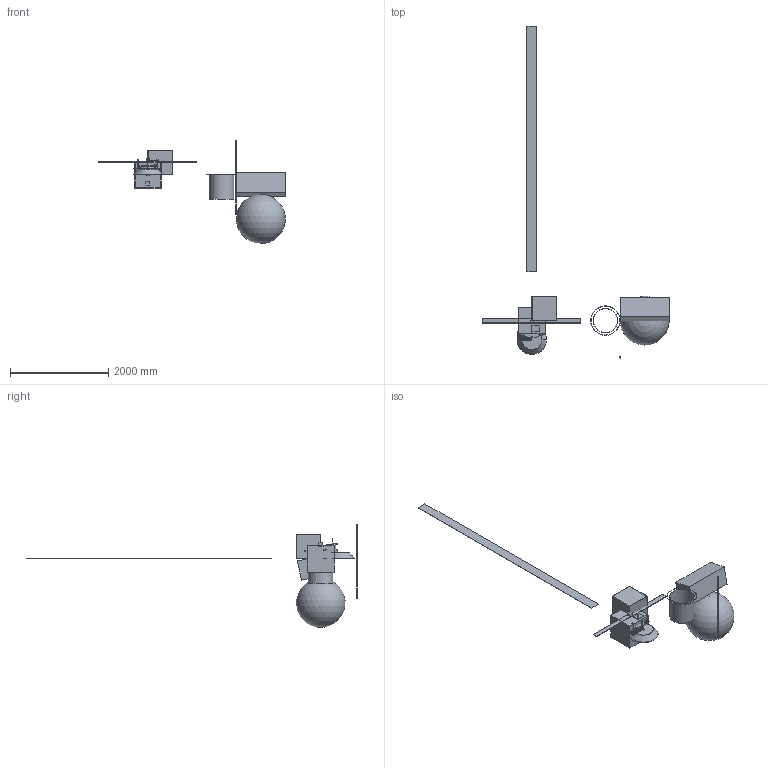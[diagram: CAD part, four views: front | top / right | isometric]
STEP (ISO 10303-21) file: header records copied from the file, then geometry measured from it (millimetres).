
FILE_DESCRIPTION(('FreeCAD Model'),'2;1');
FILE_NAME('Open CASCADE Shape Model','2025-08-25T18:29:26',('Author'),( ''),'Open CASCADE STEP processor 7.8','FreeCAD','Unknown');
FILE_SCHEMA(('AUTOMOTIVE_DESIGN { 1 0 10303 214 1 1 1 1 }'));
Length unit declared in the file: millimetre
Products named in the file (42): A2_Whipple; A8_Sello_Laberinto; B1_Camara_TRN; B4_IMU; A7_PatchHeaters; B3_UWB_1; B2_ArUco_1; B3_UWB_2; B5_StarTracker; B3_UWB_3; B2_ArUco_2; C3_Galeria; C1_Corredor; C2_BocaAnillo; C2_SegmentoEntibacion; C5_Conducciones; C4_CamaraFria; A3_Shield_Forro; A3_Shield_BPE; A3_Shield_W; A3_Zapata_Cu; A5_Panel; A4_HeatPipes; A4_ColdPlate; A4_Radiador; A6_Reactor; A6_Brazo; A5_Bisagra_Ti; A6_Carenado; A6_Rampa; A7_Tanque; A7_Falda_Aislante; A7_Tuberia_1; A1_PICA; A1_MLI_backshell; A1_Pernos_M6; A1_Core_Sandwich; A2_GuiasInternas; A2_Chasis; A1_Pasacables_Laberinto ...
Bounding box: 3800 x 6760 x 2100 mm (x, y, z)
Volume: 246766747 mm3; surface area: 26231589.4 mm2
Topology: 73 solids, 81 shells, 637 faces, 1360 edges, 884 vertices
Faces by surface type: plane 600, cylinder 29, cone 6, sphere 2
Full cylindrical faces by diameter (mm): 6 x11, 8 x1, 10 x1, 18 x1, 20 x1, 46 x1, 50 x1, 94 x1, 100 x1, 491 x1, 500 x2, 516 x1, 520 x2, 588 x1, 600 x1
Entity records: 35491 total; most frequent: CARTESIAN_POINT 5740, DIRECTION 5391, LINE 3856, VECTOR 3856, ORIENTED_EDGE 2708, PCURVE 2708, DEFINITIONAL_REPRESENTATION 2708, EDGE_CURVE 1354
